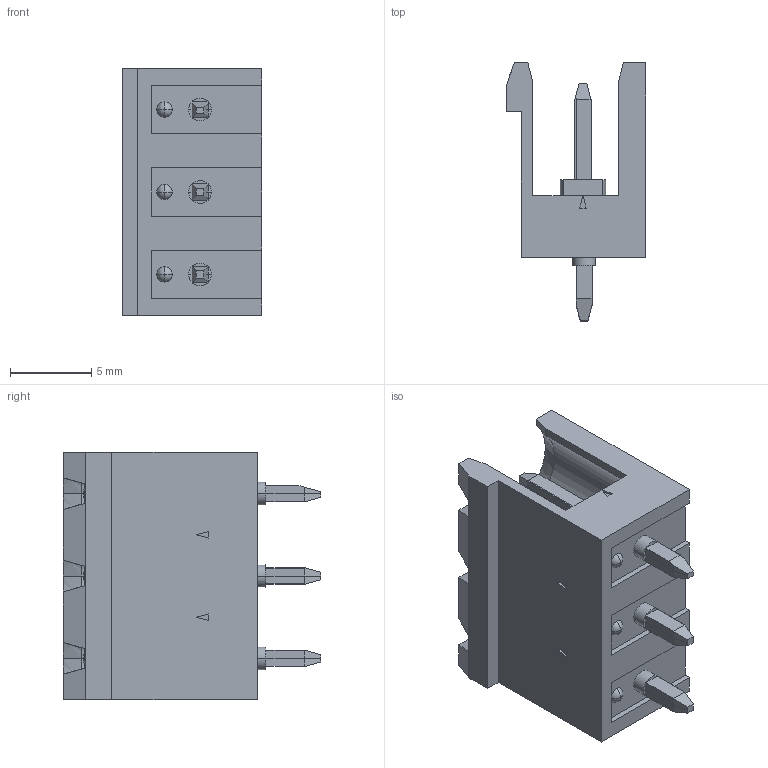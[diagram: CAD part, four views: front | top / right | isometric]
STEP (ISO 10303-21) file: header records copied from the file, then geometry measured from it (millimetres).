
FILE_DESCRIPTION(('SolidDesigner STEP Export'),'1');
FILE_NAME('mstbv_2.5-3-g-5.08.stp','2000-09-13T11:03:09',(''),(''), 'SolidDesigner STEP processor Version: 7.0(Mar 1999)for AP214(CD)(Solid Model)', 'CoCreate SolidDesigner: 08.01 19-Jun-2000(C) CoCreate Software GmbH','');
FILE_SCHEMA(('AUTOMOTIVE_DESIGN_CC2 {1 2 10303 214 -1 1 5 1}'));
Length unit declared in the file: millimetre
Products named in the file (2): mstbv_2.5-3-g-5.08
Assembly tree (1 placements, depth 2):
  mstbv_2.5-3-g-5.08
    mstbv_2.5-3-g-5.08
Bounding box: 8.6 x 15.9 x 15.24 mm (x, y, z)
Volume: 735.4 mm3; surface area: 1130 mm2
Topology: 1 solids, 1 shells, 332 faces, 759 edges, 449 vertices
Faces by surface type: plane 273, cylinder 41, sphere 12, cone 6
Entity records: 10756 total; most frequent: ORIENTED_EDGE 1518, CARTESIAN_POINT 1379, DIRECTION 1200, EDGE_CURVE 759, VECTOR 504, LINE 504, VERTEX_POINT 449, EDGE_LOOP 352
